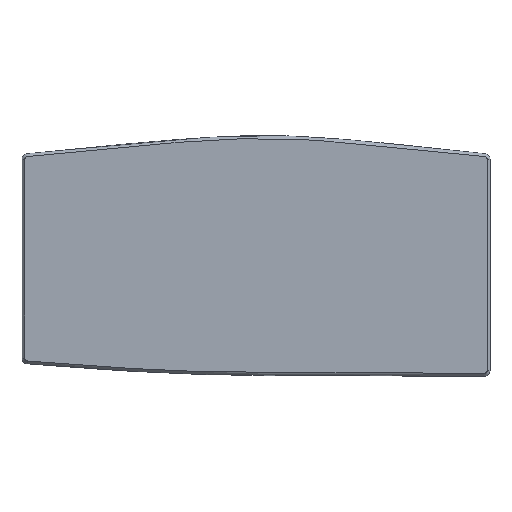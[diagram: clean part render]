
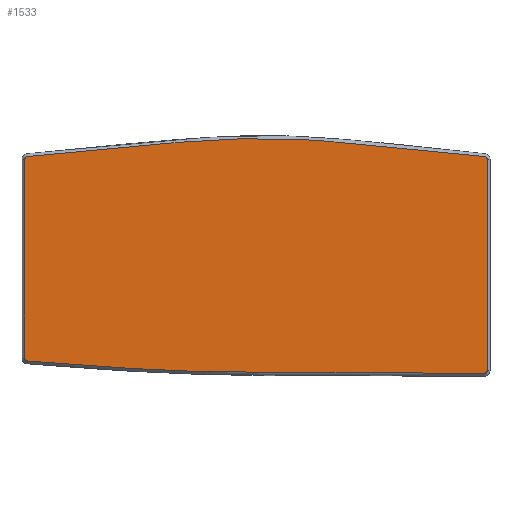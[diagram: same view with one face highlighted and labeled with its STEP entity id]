
A CAD part, front view. The second image highlights one B-rep face of the part: STEP entity #1533.
In plain terms, the highlighted planar face has unit normal (0, -1, 0).
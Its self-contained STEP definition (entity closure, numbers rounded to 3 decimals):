
#78=PLANE('',#1631);
#145=FACE_OUTER_BOUND('',#236,.T.);
#236=EDGE_LOOP('',(#1115,#1116,#1117,#1118,#1119,#1120,#1121,#1122));
#322=B_SPLINE_CURVE_WITH_KNOTS('',3,(#2169,#2170,#2171,#2172,#2173,#2174,
#2175,#2176,#2177,#2178,#2179,#2180,#2181,#2182,#2183,#2184),
 .UNSPECIFIED.,.F.,.F.,(4,1,1,1,1,1,1,1,1,1,1,1,1,4),(-16.499,
-15.912,-15.325,-14.151,-12.976,
-11.802,-9.453,-7.105,-4.756,
-3.973,-2.407,-1.233,-0.646,
-0.059),.UNSPECIFIED.);
#323=B_SPLINE_CURVE_WITH_KNOTS('',3,(#2218,#2219,#2220,#2221,#2222,#2223,
#2224,#2225),.UNSPECIFIED.,.F.,.F.,(4,2,2,4),(0.,0.078,0.156,
0.293),.UNSPECIFIED.);
#325=B_SPLINE_CURVE_WITH_KNOTS('',3,(#2291,#2292,#2293,#2294,#2295,#2296,
#2297,#2298,#2299,#2300,#2301,#2302),.UNSPECIFIED.,.F.,.F.,(4,2,2,2,2,4),
(0.,0.078,0.156,0.234,0.275,
0.315),.UNSPECIFIED.);
#328=B_SPLINE_CURVE_WITH_KNOTS('',3,(#2405,#2406,#2407,#2408,#2409,#2410,
#2411,#2412,#2413,#2414,#2415,#2416,#2417,#2418,#2419,#2420,#2421),
 .UNSPECIFIED.,.F.,.F.,(4,1,1,1,1,1,1,1,1,1,1,1,1,1,4),(0.089,
0.674,1.259,2.429,3.209,4.77,
9.45,10.23,11.79,12.96,14.13,
14.715,15.3,15.885,16.47),
 .UNSPECIFIED.);
#329=B_SPLINE_CURVE_WITH_KNOTS('',3,(#2463,#2464,#2465,#2466,#2467,#2468,
#2469,#2470,#2471,#2472),.UNSPECIFIED.,.F.,.F.,(4,2,2,2,4),(0.,0.078,
0.156,0.228,0.3),.UNSPECIFIED.);
#331=B_SPLINE_CURVE_WITH_KNOTS('',3,(#2531,#2532,#2533,#2534,#2535,#2536,
#2537,#2538,#2539,#2540),.UNSPECIFIED.,.F.,.F.,(4,2,2,2,4),(0.,0.078,
0.156,0.225,0.295),.UNSPECIFIED.);
#358=LINE('',#2241,#521);
#364=LINE('',#2490,#527);
#521=VECTOR('',#1730,10.);
#527=VECTOR('',#1738,10.);
#680=VERTEX_POINT('',#2148);
#682=VERTEX_POINT('',#2167);
#683=VERTEX_POINT('',#2217);
#686=VERTEX_POINT('',#2238);
#687=VERTEX_POINT('',#2290);
#690=VERTEX_POINT('',#2386);
#691=VERTEX_POINT('',#2462);
#694=VERTEX_POINT('',#2487);
#829=EDGE_CURVE('',#680,#682,#322,.T.);
#830=EDGE_CURVE('',#683,#680,#323,.T.);
#835=EDGE_CURVE('',#686,#683,#358,.T.);
#836=EDGE_CURVE('',#687,#686,#325,.T.);
#841=EDGE_CURVE('',#690,#687,#328,.T.);
#842=EDGE_CURVE('',#691,#690,#329,.T.);
#847=EDGE_CURVE('',#694,#691,#364,.T.);
#848=EDGE_CURVE('',#682,#694,#331,.T.);
#1115=ORIENTED_EDGE('',*,*,#829,.T.);
#1116=ORIENTED_EDGE('',*,*,#848,.T.);
#1117=ORIENTED_EDGE('',*,*,#847,.T.);
#1118=ORIENTED_EDGE('',*,*,#842,.T.);
#1119=ORIENTED_EDGE('',*,*,#841,.T.);
#1120=ORIENTED_EDGE('',*,*,#836,.T.);
#1121=ORIENTED_EDGE('',*,*,#835,.T.);
#1122=ORIENTED_EDGE('',*,*,#830,.T.);
#1533=ADVANCED_FACE('',(#145),#78,.T.);
#1631=AXIS2_PLACEMENT_3D('',#2663,#1761,#1762);
#1730=DIRECTION('',(0.,0.,1.));
#1738=DIRECTION('',(0.,0.,-1.));
#1761=DIRECTION('center_axis',(0.,-1.,0.));
#1762=DIRECTION('ref_axis',(-1.,0.,0.));
#2148=CARTESIAN_POINT('',(237.71,-7.09,-52.497));
#2167=CARTESIAN_POINT('',(76.399,-7.09,-52.512));
#2169=CARTESIAN_POINT('Ctrl Pts',(237.71,-7.09,-52.497));
#2170=CARTESIAN_POINT('Ctrl Pts',(232.297,-7.09,-51.898));
#2171=CARTESIAN_POINT('Ctrl Pts',(223.176,-7.09,-50.903));
#2172=CARTESIAN_POINT('Ctrl Pts',(209.247,-7.09,-49.433));
#2173=CARTESIAN_POINT('Ctrl Pts',(197.068,-7.09,-48.235));
#2174=CARTESIAN_POINT('Ctrl Pts',(186.555,-7.09,-47.32));
#2175=CARTESIAN_POINT('Ctrl Pts',(175.687,-7.09,-46.541));
#2176=CARTESIAN_POINT('Ctrl Pts',(165.325,-7.09,-46.096));
#2177=CARTESIAN_POINT('Ctrl Pts',(153.962,-7.09,-46.097));
#2178=CARTESIAN_POINT('Ctrl Pts',(143.96,-7.09,-46.512));
#2179=CARTESIAN_POINT('Ctrl Pts',(132.768,-7.09,-47.248));
#2180=CARTESIAN_POINT('Ctrl Pts',(122.231,-7.09,-48.081));
#2181=CARTESIAN_POINT('Ctrl Pts',(107.352,-7.09,-49.44));
#2182=CARTESIAN_POINT('Ctrl Pts',(92.226,-7.09,-50.914));
#2183=CARTESIAN_POINT('Ctrl Pts',(82.299,-7.09,-51.911));
#2184=CARTESIAN_POINT('Ctrl Pts',(76.399,-7.09,-52.512));
#2217=CARTESIAN_POINT('',(238.6,-7.09,-53.491));
#2218=CARTESIAN_POINT('Ctrl Pts',(238.6,-7.09,-53.491));
#2219=CARTESIAN_POINT('Ctrl Pts',(238.6,-7.09,-53.36));
#2220=CARTESIAN_POINT('Ctrl Pts',(238.575,-7.09,-53.231));
#2221=CARTESIAN_POINT('Ctrl Pts',(238.476,-7.09,-52.991));
#2222=CARTESIAN_POINT('Ctrl Pts',(238.403,-7.09,-52.881));
#2223=CARTESIAN_POINT('Ctrl Pts',(238.152,-7.09,-52.626));
#2224=CARTESIAN_POINT('Ctrl Pts',(237.936,-7.09,-52.522));
#2225=CARTESIAN_POINT('Ctrl Pts',(237.71,-7.09,-52.497));
#2238=CARTESIAN_POINT('',(238.6,-7.09,-128.));
#2241=CARTESIAN_POINT('',(238.6,-7.09,-69.081));
#2290=CARTESIAN_POINT('',(237.6,-7.09,-129.));
#2291=CARTESIAN_POINT('Ctrl Pts',(237.6,-7.09,-129.));
#2292=CARTESIAN_POINT('Ctrl Pts',(237.73,-7.09,-129.));
#2293=CARTESIAN_POINT('Ctrl Pts',(237.859,-7.09,-128.975));
#2294=CARTESIAN_POINT('Ctrl Pts',(238.1,-7.09,-128.876));
#2295=CARTESIAN_POINT('Ctrl Pts',(238.21,-7.09,-128.803));
#2296=CARTESIAN_POINT('Ctrl Pts',(238.395,-7.09,-128.62));
#2297=CARTESIAN_POINT('Ctrl Pts',(238.469,-7.09,-128.512));
#2298=CARTESIAN_POINT('Ctrl Pts',(238.546,-7.09,-128.33));
#2299=CARTESIAN_POINT('Ctrl Pts',(238.566,-7.09,-128.266));
#2300=CARTESIAN_POINT('Ctrl Pts',(238.593,-7.09,-128.134));
#2301=CARTESIAN_POINT('Ctrl Pts',(238.6,-7.09,-128.067));
#2302=CARTESIAN_POINT('Ctrl Pts',(238.6,-7.09,-128.));
#2386=CARTESIAN_POINT('',(76.423,-7.09,-124.645));
#2405=CARTESIAN_POINT('Ctrl Pts',(76.423,-7.09,-124.645));
#2406=CARTESIAN_POINT('Ctrl Pts',(80.355,-7.09,-124.948));
#2407=CARTESIAN_POINT('Ctrl Pts',(87.026,-7.09,-125.455));
#2408=CARTESIAN_POINT('Ctrl Pts',(97.35,-7.09,-126.218));
#2409=CARTESIAN_POINT('Ctrl Pts',(105.381,-7.09,-126.777));
#2410=CARTESIAN_POINT('Ctrl Pts',(114.134,-7.09,-127.346));
#2411=CARTESIAN_POINT('Ctrl Pts',(127.803,-7.09,-128.116));
#2412=CARTESIAN_POINT('Ctrl Pts',(137.588,-7.09,-128.444));
#2413=CARTESIAN_POINT('Ctrl Pts',(150.918,-7.09,-128.695));
#2414=CARTESIAN_POINT('Ctrl Pts',(158.621,-7.09,-128.79));
#2415=CARTESIAN_POINT('Ctrl Pts',(169.81,-7.09,-128.878));
#2416=CARTESIAN_POINT('Ctrl Pts',(180.987,-7.09,-128.929));
#2417=CARTESIAN_POINT('Ctrl Pts',(192.894,-7.09,-128.962));
#2418=CARTESIAN_POINT('Ctrl Pts',(203.928,-7.09,-128.982));
#2419=CARTESIAN_POINT('Ctrl Pts',(217.943,-7.09,-128.995));
#2420=CARTESIAN_POINT('Ctrl Pts',(230.257,-7.09,-129.));
#2421=CARTESIAN_POINT('Ctrl Pts',(237.6,-7.09,-129.));
#2462=CARTESIAN_POINT('',(75.5,-7.09,-123.648));
#2463=CARTESIAN_POINT('Ctrl Pts',(75.5,-7.09,-123.648));
#2464=CARTESIAN_POINT('Ctrl Pts',(75.5,-7.09,-123.778));
#2465=CARTESIAN_POINT('Ctrl Pts',(75.525,-7.09,-123.907));
#2466=CARTESIAN_POINT('Ctrl Pts',(75.624,-7.09,-124.148));
#2467=CARTESIAN_POINT('Ctrl Pts',(75.697,-7.09,-124.258));
#2468=CARTESIAN_POINT('Ctrl Pts',(75.872,-7.09,-124.436));
#2469=CARTESIAN_POINT('Ctrl Pts',(75.971,-7.09,-124.505));
#2470=CARTESIAN_POINT('Ctrl Pts',(76.188,-7.09,-124.606));
#2471=CARTESIAN_POINT('Ctrl Pts',(76.304,-7.09,-124.636));
#2472=CARTESIAN_POINT('Ctrl Pts',(76.423,-7.09,-124.645));
#2487=CARTESIAN_POINT('',(75.5,-7.09,-53.507));
#2490=CARTESIAN_POINT('',(75.5,-7.09,-105.981));
#2531=CARTESIAN_POINT('Ctrl Pts',(76.399,-7.09,-52.512));
#2532=CARTESIAN_POINT('Ctrl Pts',(76.269,-7.09,-52.525));
#2533=CARTESIAN_POINT('Ctrl Pts',(76.143,-7.09,-52.563));
#2534=CARTESIAN_POINT('Ctrl Pts',(75.914,-7.09,-52.686));
#2535=CARTESIAN_POINT('Ctrl Pts',(75.812,-7.09,-52.769));
#2536=CARTESIAN_POINT('Ctrl Pts',(75.656,-7.09,-52.959));
#2537=CARTESIAN_POINT('Ctrl Pts',(75.598,-7.09,-53.06));
#2538=CARTESIAN_POINT('Ctrl Pts',(75.52,-7.09,-53.277));
#2539=CARTESIAN_POINT('Ctrl Pts',(75.5,-7.09,-53.391));
#2540=CARTESIAN_POINT('Ctrl Pts',(75.5,-7.09,-53.507));
#2663=CARTESIAN_POINT('Origin',(157.05,-7.09,-86.462));
